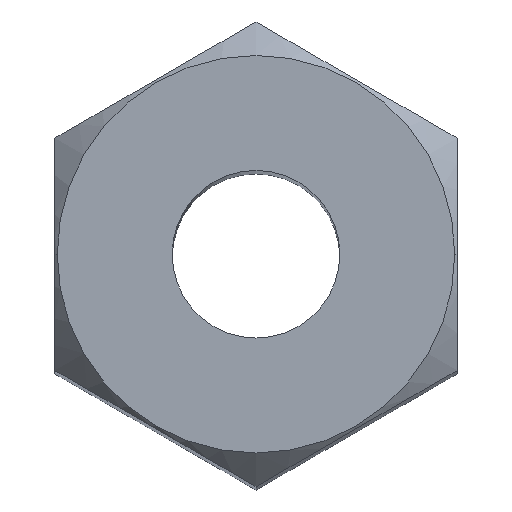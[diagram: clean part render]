
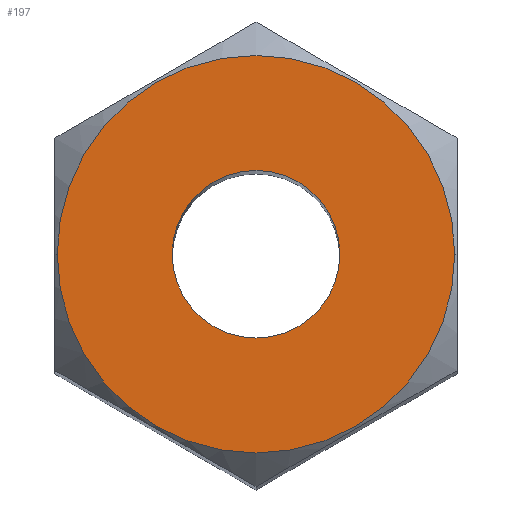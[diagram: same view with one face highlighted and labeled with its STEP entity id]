
A CAD part, top view. The second image highlights one B-rep face of the part: STEP entity #197.
In plain terms, the highlighted planar face has unit normal (0, 0, 1).
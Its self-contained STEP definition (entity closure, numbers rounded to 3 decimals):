
#5 = ORIENTED_EDGE ( 'NONE', *, *, #493, .F. ) ;
#13 = CARTESIAN_POINT ( 'NONE',  ( 0., 0., 15. ) ) ;
#73 = CARTESIAN_POINT ( 'NONE',  ( 0., 0., 15. ) ) ;
#81 = DIRECTION ( 'NONE',  ( 1., 0., 0. ) ) ;
#85 = CARTESIAN_POINT ( 'NONE',  ( 0., 0., 15. ) ) ;
#111 = DIRECTION ( 'NONE',  ( 0., 0., 1. ) ) ;
#131 = CARTESIAN_POINT ( 'NONE',  ( 0., 0., 15. ) ) ;
#151 = VERTEX_POINT ( 'NONE', #295 ) ;
#153 = DIRECTION ( 'NONE',  ( 1., 0., 0. ) ) ;
#159 = VERTEX_POINT ( 'NONE', #539 ) ;
#170 = DIRECTION ( 'NONE',  ( 0., 0., 1. ) ) ;
#188 = AXIS2_PLACEMENT_3D ( 'NONE', #131, #263, #324 ) ;
#197 = ADVANCED_FACE ( 'NONE', ( #440, #581 ), #266, .T. ) ;
#226 = DIRECTION ( 'NONE',  ( 0., 0., 1. ) ) ;
#254 = AXIS2_PLACEMENT_3D ( 'NONE', #316, #170, #522 ) ;
#263 = DIRECTION ( 'NONE',  ( 0., 0., 1. ) ) ;
#266 = PLANE ( 'NONE',  #480 ) ;
#283 = CIRCLE ( 'NONE', #254, 1.25 ) ;
#287 = CIRCLE ( 'NONE', #410, 2.964 ) ;
#295 = CARTESIAN_POINT ( 'NONE',  ( -2.964, 0., 15. ) ) ;
#316 = CARTESIAN_POINT ( 'NONE',  ( 0., 0., 15. ) ) ;
#324 = DIRECTION ( 'NONE',  ( 1., 0., 0. ) ) ;
#333 = AXIS2_PLACEMENT_3D ( 'NONE', #73, #373, #565 ) ;
#337 = EDGE_CURVE ( 'NONE', #159, #356, #283, .T. ) ;
#346 = ORIENTED_EDGE ( 'NONE', *, *, #482, .T. ) ;
#356 = VERTEX_POINT ( 'NONE', #609 ) ;
#373 = DIRECTION ( 'NONE',  ( 0., 0., 1. ) ) ;
#387 = CIRCLE ( 'NONE', #188, 1.25 ) ;
#388 = EDGE_CURVE ( 'NONE', #151, #405, #287, .T. ) ;
#391 = ORIENTED_EDGE ( 'NONE', *, *, #388, .T. ) ;
#405 = VERTEX_POINT ( 'NONE', #556 ) ;
#410 = AXIS2_PLACEMENT_3D ( 'NONE', #85, #226, #81 ) ;
#440 = FACE_BOUND ( 'NONE', #548, .T. ) ;
#480 = AXIS2_PLACEMENT_3D ( 'NONE', #13, #111, #153 ) ;
#482 = EDGE_CURVE ( 'NONE', #405, #151, #576, .T. ) ;
#485 = EDGE_LOOP ( 'NONE', ( #391, #346 ) ) ;
#493 = EDGE_CURVE ( 'NONE', #356, #159, #387, .T. ) ;
#504 = ORIENTED_EDGE ( 'NONE', *, *, #337, .F. ) ;
#522 = DIRECTION ( 'NONE',  ( 1., 0., 0. ) ) ;
#539 = CARTESIAN_POINT ( 'NONE',  ( -1.25, 0., 15. ) ) ;
#548 = EDGE_LOOP ( 'NONE', ( #5, #504 ) ) ;
#556 = CARTESIAN_POINT ( 'NONE',  ( 2.964, 0., 15. ) ) ;
#565 = DIRECTION ( 'NONE',  ( 1., 0., 0. ) ) ;
#576 = CIRCLE ( 'NONE', #333, 2.964 ) ;
#581 = FACE_OUTER_BOUND ( 'NONE', #485, .T. ) ;
#609 = CARTESIAN_POINT ( 'NONE',  ( 1.25, 0., 15. ) ) ;
